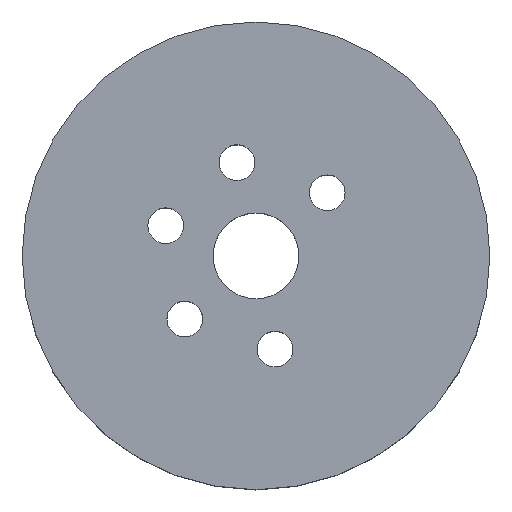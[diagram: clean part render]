
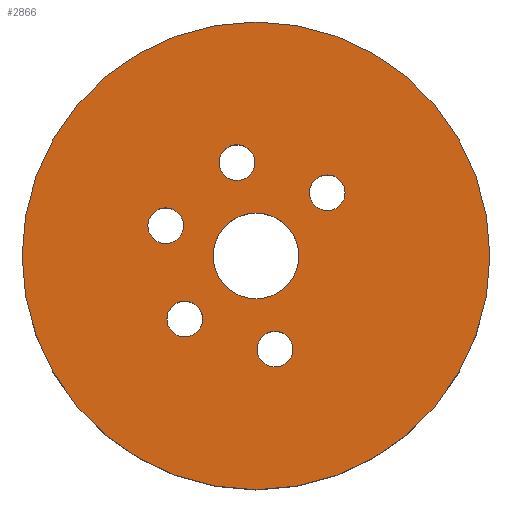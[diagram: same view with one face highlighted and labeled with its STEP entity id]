
A CAD part, top view. The second image highlights one B-rep face of the part: STEP entity #2866.
In plain terms, the highlighted planar face has unit normal (0, 0, 1).
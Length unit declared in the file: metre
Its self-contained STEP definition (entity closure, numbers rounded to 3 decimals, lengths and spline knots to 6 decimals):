
#24=FACE_BOUND('',#342,.T.);
#25=FACE_BOUND('',#343,.T.);
#26=FACE_BOUND('',#344,.T.);
#27=FACE_BOUND('',#345,.T.);
#28=FACE_BOUND('',#346,.T.);
#29=FACE_BOUND('',#347,.T.);
#33=PLANE('',#3333);
#182=FACE_OUTER_BOUND('',#341,.T.);
#341=EDGE_LOOP('',(#2413));
#342=EDGE_LOOP('',(#2414));
#343=EDGE_LOOP('',(#2415));
#344=EDGE_LOOP('',(#2416));
#345=EDGE_LOOP('',(#2417));
#346=EDGE_LOOP('',(#2418));
#347=EDGE_LOOP('',(#2419));
#649=CIRCLE('',#2895,0.0015);
#651=CIRCLE('',#2898,0.0015);
#653=CIRCLE('',#2901,0.0015);
#655=CIRCLE('',#2904,0.0015);
#657=CIRCLE('',#2907,0.0015);
#940=CIRCLE('',#3332,0.019659);
#941=CIRCLE('',#3334,0.0036);
#945=VERTEX_POINT('',#4390);
#947=VERTEX_POINT('',#4396);
#949=VERTEX_POINT('',#4402);
#951=VERTEX_POINT('',#4408);
#953=VERTEX_POINT('',#4414);
#1236=VERTEX_POINT('',#5262);
#1237=VERTEX_POINT('',#5266);
#1241=EDGE_CURVE('',#945,#945,#649,.T.);
#1244=EDGE_CURVE('',#947,#947,#651,.T.);
#1247=EDGE_CURVE('',#949,#949,#653,.T.);
#1250=EDGE_CURVE('',#951,#951,#655,.T.);
#1253=EDGE_CURVE('',#953,#953,#657,.T.);
#1677=EDGE_CURVE('',#1236,#1236,#940,.T.);
#1678=EDGE_CURVE('',#1237,#1237,#941,.T.);
#2413=ORIENTED_EDGE('',*,*,#1677,.T.);
#2414=ORIENTED_EDGE('',*,*,#1241,.T.);
#2415=ORIENTED_EDGE('',*,*,#1244,.T.);
#2416=ORIENTED_EDGE('',*,*,#1247,.T.);
#2417=ORIENTED_EDGE('',*,*,#1250,.T.);
#2418=ORIENTED_EDGE('',*,*,#1253,.T.);
#2419=ORIENTED_EDGE('',*,*,#1678,.F.);
#2866=ADVANCED_FACE('',(#182,#24,#25,#26,#27,#28,#29),#33,.T.);
#2895=AXIS2_PLACEMENT_3D('',#4391,#3346,#3347);
#2898=AXIS2_PLACEMENT_3D('',#4397,#3353,#3354);
#2901=AXIS2_PLACEMENT_3D('',#4403,#3360,#3361);
#2904=AXIS2_PLACEMENT_3D('',#4409,#3367,#3368);
#2907=AXIS2_PLACEMENT_3D('',#4415,#3374,#3375);
#3332=AXIS2_PLACEMENT_3D('',#5264,#4365,#4366);
#3333=AXIS2_PLACEMENT_3D('',#5265,#4367,#4368);
#3334=AXIS2_PLACEMENT_3D('',#5267,#4369,#4370);
#3346=DIRECTION('center_axis',(0.,0.,-1.));
#3347=DIRECTION('ref_axis',(1.,0.,0.));
#3353=DIRECTION('center_axis',(0.,0.,-1.));
#3354=DIRECTION('ref_axis',(1.,0.,0.));
#3360=DIRECTION('center_axis',(0.,0.,-1.));
#3361=DIRECTION('ref_axis',(1.,0.,0.));
#3367=DIRECTION('center_axis',(0.,0.,-1.));
#3368=DIRECTION('ref_axis',(1.,0.,0.));
#3374=DIRECTION('center_axis',(0.,0.,-1.));
#3375=DIRECTION('ref_axis',(1.,0.,0.));
#4365=DIRECTION('center_axis',(0.,0.,1.));
#4366=DIRECTION('ref_axis',(1.,0.,0.));
#4367=DIRECTION('center_axis',(0.,0.,1.));
#4368=DIRECTION('ref_axis',(1.,0.,0.));
#4369=DIRECTION('center_axis',(0.,0.,1.));
#4370=DIRECTION('ref_axis',(1.,0.,0.));
#4390=CARTESIAN_POINT('',(-0.009088,0.002533,0.0065));
#4391=CARTESIAN_POINT('Origin',(-0.007588,0.002533,0.0065));
#4396=CARTESIAN_POINT('',(-0.007488,-0.005305,0.0065));
#4397=CARTESIAN_POINT('Origin',(-0.005988,-0.005305,0.0065));
#4402=CARTESIAN_POINT('',(-0.0031,0.007838,0.0065));
#4403=CARTESIAN_POINT('Origin',(-0.0016,0.007838,0.0065));
#4408=CARTESIAN_POINT('',(0.0001,-0.007838,0.0065));
#4409=CARTESIAN_POINT('Origin',(0.0016,-0.007838,0.0065));
#4414=CARTESIAN_POINT('',(0.004488,0.005305,0.0065));
#4415=CARTESIAN_POINT('Origin',(0.005988,0.005305,0.0065));
#5262=CARTESIAN_POINT('',(0.019659,0.,0.0065));
#5264=CARTESIAN_POINT('Origin',(0.,0.,0.0065));
#5265=CARTESIAN_POINT('Origin',(0.,0.,0.0065));
#5266=CARTESIAN_POINT('',(-0.0036,0.,0.0065));
#5267=CARTESIAN_POINT('Origin',(0.,0.,
0.0065));
